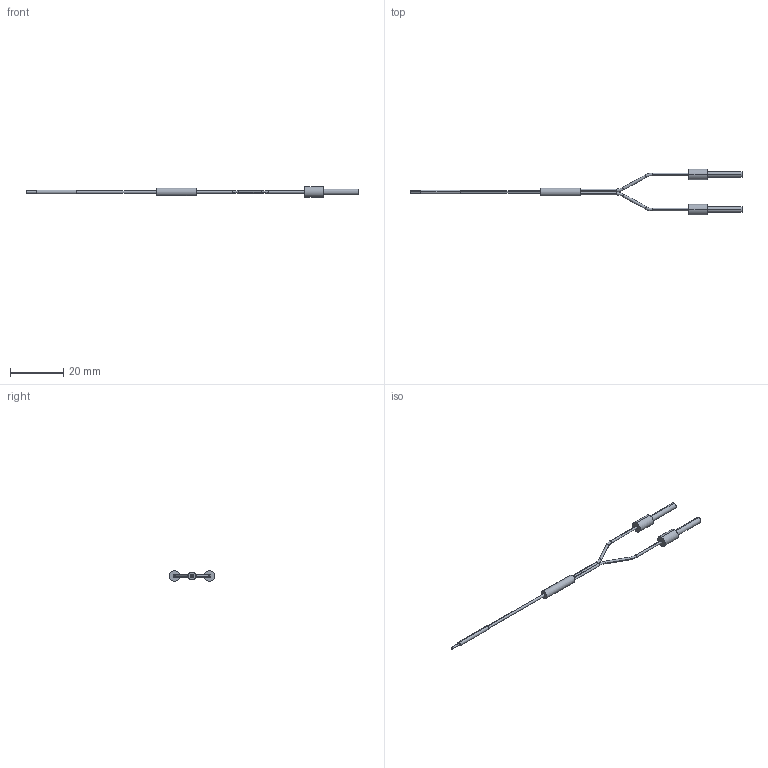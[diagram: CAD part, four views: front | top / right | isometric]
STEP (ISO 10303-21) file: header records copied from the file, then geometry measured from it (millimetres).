
FILE_DESCRIPTION (( 'STEP AP214' ), '1' );
FILE_NAME ('GPF-D046.STEP', '2017-11-18T00:42:48', ( '' ), ( '' ), 'SwSTEP 2.0', 'SolidWorks 2018', '' );
FILE_SCHEMA (( 'AUTOMOTIVE_DESIGN' ));
Length unit declared in the file: millimetre
Products named in the file (5): GPF-D046_FIBER; GPF-D046_HEAD; GPF-D046; GPF-D046_LENS; GPF-D046_FIBER2
Assembly tree (6 placements, depth 2):
  GPF-D046
    GPF-D046_HEAD
    GPF-D046_FIBER
    GPF-D046_LENS  x2
    GPF-D046_FIBER2  x2
Bounding box: 124.82 x 17.2 x 4 mm (x, y, z)
Volume: 499.3 mm3; surface area: 1005.8 mm2
Topology: 6 solids, 6 shells, 64 faces, 124 edges, 80 vertices
Faces by surface type: cylinder 36, plane 20, torus 8
Entity records: 1302 total; most frequent: DIRECTION 238, CARTESIAN_POINT 183, ORIENTED_EDGE 160, AXIS2_PLACEMENT_3D 107, EDGE_CURVE 80, CIRCLE 56, VERTEX_POINT 52, EDGE_LOOP 48
